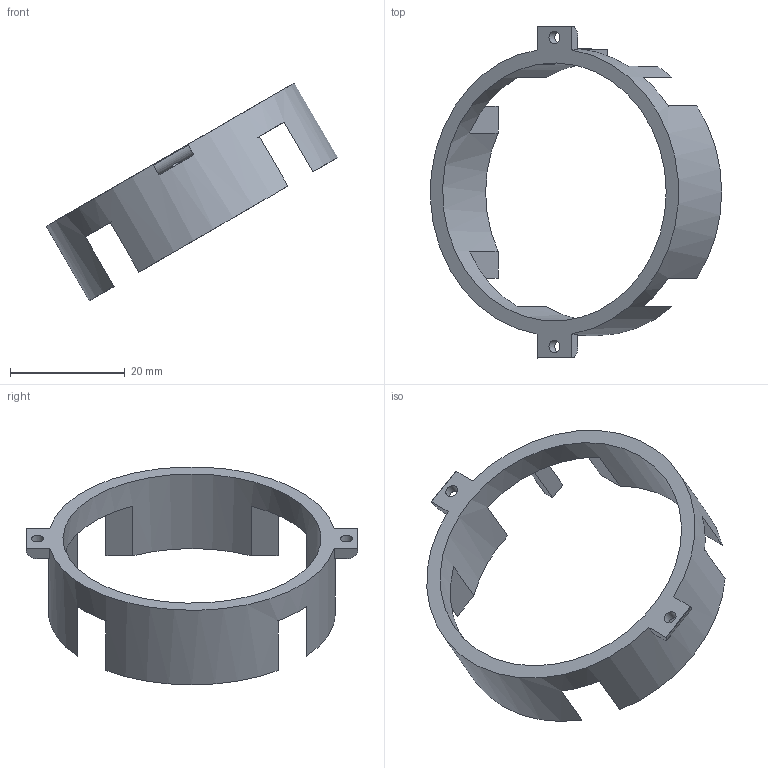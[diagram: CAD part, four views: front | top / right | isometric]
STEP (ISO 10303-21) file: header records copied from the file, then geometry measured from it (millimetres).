
FILE_DESCRIPTION(/* description */ ('STEP AP242','CAx-IF Rec.Pracs.---Representation and Presentation of Product Manufacturing Information (PMI)---4.0---2014-10-13','CAx-IF Rec.Pracs.---3D Tessellated Geometry---0.4---2014-09-14','2;1'),/* implementation_level */ '2;1');
FILE_NAME(/* name */ '6889b4d0269a444fc9259d35',/* time_stamp */ '2025-07-30T05:59:44Z',/* author */ (''),/* organization */ (''),/* preprocessor_version */ 'ST-DEVELOPER v20',/* originating_system */ 'ONSHAPE BY PTC INC, 1.201',/* authorisation */ ' ');
FILE_SCHEMA (('AP242_MANAGED_MODEL_BASED_3D_ENGINEERING_MIM_LF { 1 0 10303 442 1 1 4 }'));
Length unit declared in the file: metre
Products named in the file (1): Fan Filter Fan Holder
Bounding box: 50.78 x 57.86 x 37.95 mm (x, y, z)
Volume: 4395.4 mm3; surface area: 4735.6 mm2
Topology: 1 solids, 1 shells, 34 faces, 102 edges, 67 vertices
Faces by surface type: plane 26, cylinder 8
Full cylindrical faces by diameter (mm): 2.2 x2, 45 x1, 50 x1
Entity records: 1161 total; most frequent: CARTESIAN_POINT 208, DIRECTION 199, ORIENTED_EDGE 192, EDGE_CURVE 96, AXIS2_PLACEMENT_3D 70, VERTEX_POINT 65, LINE 59, VECTOR 59
